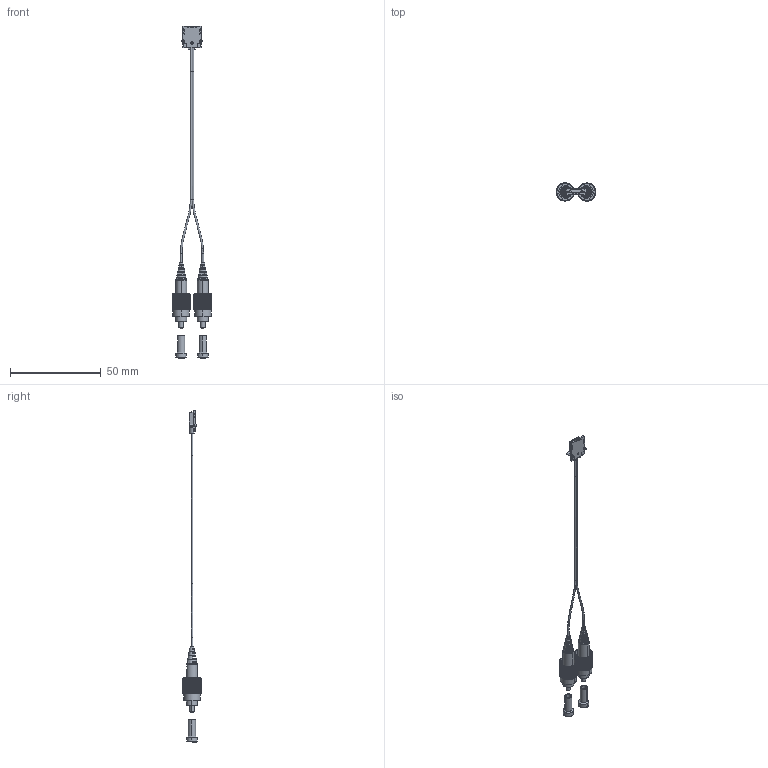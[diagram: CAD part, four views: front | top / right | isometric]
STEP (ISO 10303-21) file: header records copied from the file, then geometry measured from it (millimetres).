
FILE_DESCRIPTION (( 'STEP AP214' ), '1' );
FILE_NAME ('BDX1BA.STEP', '2020-03-06T15:56:33', ( '' ), ( '' ), 'SwSTEP 2.0', 'SolidWorks 2018', '' );
FILE_SCHEMA (( 'AUTOMOTIVE_DESIGN' ));
Length unit declared in the file: inch
Products named in the file (1): BDX1BA
Bounding box: 21.89 x 10.01 x 182.7 mm (x, y, z)
Volume: 2190.7 mm3; surface area: 6246.3 mm2
Topology: 14 solids, 14 shells, 903 faces, 2478 edges, 1608 vertices
Faces by surface type: plane 521, cylinder 299, cone 60, sphere 8, torus 8, bspline 7
Entity records: 41862 total; most frequent: CARTESIAN_POINT 7555, ORIENTED_EDGE 4940, DIRECTION 4405, EDGE_CURVE 2470, AXIS2_PLACEMENT_3D 1690, VERTEX_POINT 1608, LINE 1025, VECTOR 1025
